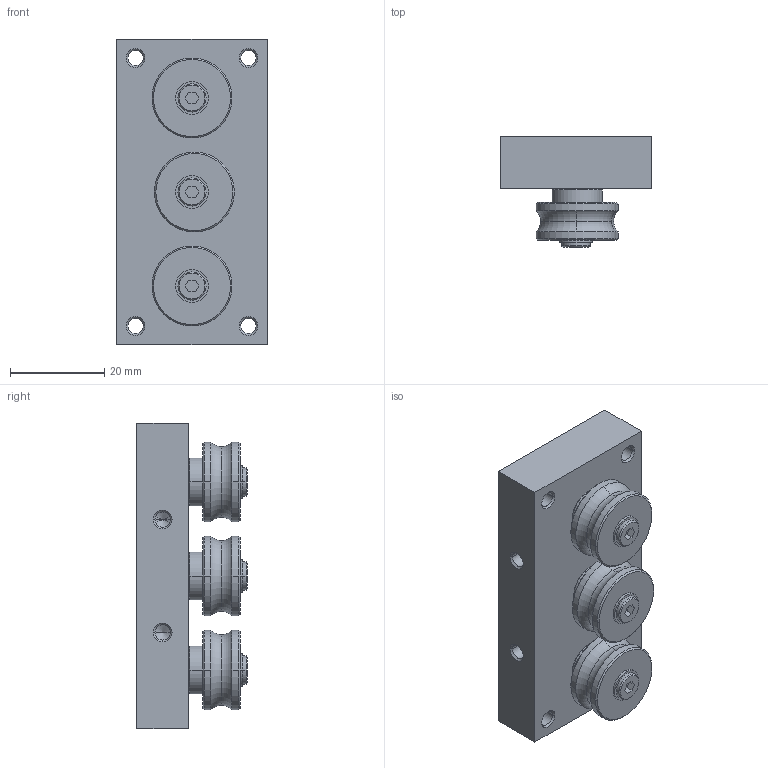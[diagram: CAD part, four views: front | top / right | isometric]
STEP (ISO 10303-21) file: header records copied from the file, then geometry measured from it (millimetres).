
FILE_DESCRIPTION(('STEP AP203'),'1');
FILE_NAME('carriage_c32.stp','2015-11-01T15:31:27',('TraceParts'),('TraceParts S.A.'),'Spatial InterOp 3D',' ',' ');
FILE_SCHEMA(('CONFIG_CONTROL_DESIGN'));
Length unit declared in the file: millimetre
Products named in the file (1): 1
Bounding box: 32 x 23.5 x 65 mm (x, y, z)
Volume: 25139 mm3; surface area: 10843.7 mm2
Topology: 1 solids, 1 shells, 242 faces, 536 edges, 320 vertices
Faces by surface type: cone 94, plane 70, cylinder 66, torus 12
Entity records: 6688 total; most frequent: CARTESIAN_POINT 1235, DIRECTION 1226, ORIENTED_EDGE 1056, EDGE_CURVE 528, AXIS2_PLACEMENT_3D 491, VERTEX_POINT 320, EDGE_LOOP 282, CIRCLE 248
